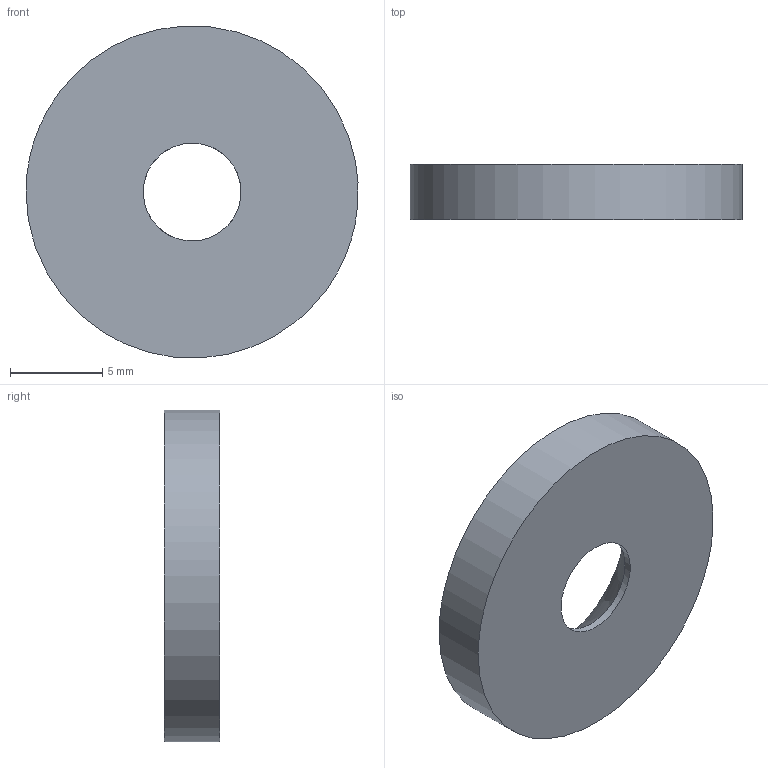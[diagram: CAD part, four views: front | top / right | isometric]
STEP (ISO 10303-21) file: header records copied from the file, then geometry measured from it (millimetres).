
FILE_DESCRIPTION(('THIS FILE CONTAINS SOME STEP INSTANCES'),'1');
FILE_NAME('LE-CB-009-01 Podložka.stp','2021-09-24T13:25:49',('UNDEFINED'),('UNDEFINED'),'T-FLEX CAD STEP converter','T-FLEX CAD','');
FILE_SCHEMA(('CONFIG_CONTROL_DESIGN'));
Length unit declared in the file: metre
Products named in the file (1): T骴o_9
Bounding box: 17.99 x 3 x 17.98 mm (x, y, z)
Volume: 621.3 mm3; surface area: 665.6 mm2
Topology: 1 solids, 1 shells, 5 faces, 8 edges, 5 vertices
Faces by surface type: cylinder 2, plane 2, cone 1
Full cylindrical faces by diameter (mm): 5.3 x1, 18 x1
Entity records: 187 total; most frequent: CARTESIAN_POINT 47, DIRECTION 13, ORIENTED_EDGE 12, EDGE_LOOP 9, STYLED_ITEM 7, PRESENTATION_STYLE_ASSIGNMENT 7, SURFACE_STYLE_USAGE 7, SURFACE_SIDE_STYLE 7
